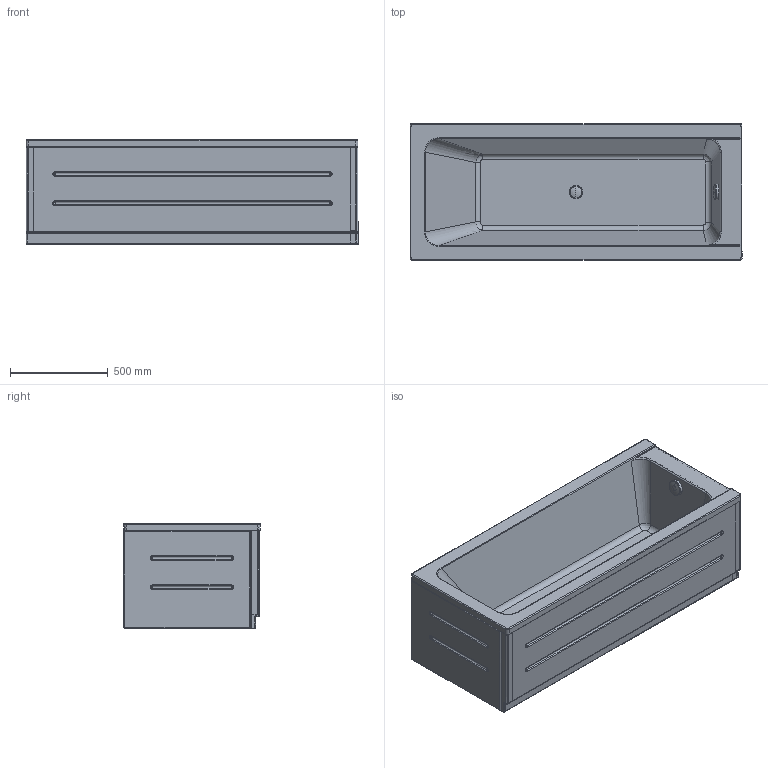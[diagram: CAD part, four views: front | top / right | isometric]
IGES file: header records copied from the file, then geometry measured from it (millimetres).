
Global section: file name: No Iges File Name specified; native system: Autodesk Inventor 2009; preprocessor: AutoDesk Inventor Iges Exporter R2009; author: Andreas; date: 20101211.193630; units: millimetre
Bounding box: 1700.11 x 700.79 x 536.31 mm (x, y, z)
Volume: 47295225 mm3; surface area: 8448202.7 mm2
Topology: 7 solids, 8 shells, 359 faces, 885 edges, 521 vertices
Faces by surface type: plane 115, cylinder 95, bspline 64, revolution 40, torus 32, sphere 11, cone 2
